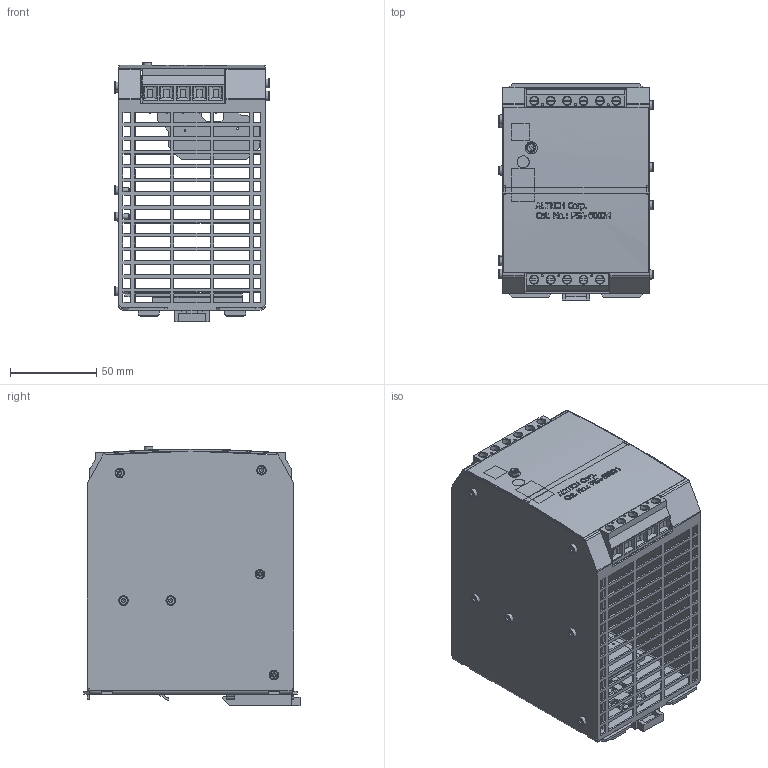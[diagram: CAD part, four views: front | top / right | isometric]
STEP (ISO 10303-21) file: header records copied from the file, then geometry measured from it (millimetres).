
FILE_DESCRIPTION((''),'2;1');
FILE_NAME('ALTECH-PSA-60024.stp','2012-06-14T12:53:10',('CAD Station'),(''),'Autodesk Inventor 2013','Autodesk Inventor 2013','');
FILE_SCHEMA(('CONFIG_CONTROL_DESIGN'));
Length unit declared in the file: inch
Products named in the file (1): ALTECH-PSA-60024
Bounding box: 89.8 x 125.25 x 150.47 mm (x, y, z)
Volume: 173752.7 mm3; surface area: 209737.4 mm2
Topology: 3 solids, 26 shells, 3250 faces, 9094 edges, 5970 vertices
Faces by surface type: plane 2389, cylinder 549, bspline 150, cone 87, torus 71, sphere 4
Full cylindrical faces by diameter (mm): 1 x80, 1.2 x6, 1.3 x11, 1.52 x5, 2 x5, 2.15 x2, 2.3 x8, 2.675 x6, 2.8 x5, 3 x11, 3.1 x4, 3.3 x6, 3.5 x2, 4.7 x2, 5 x13, 5.15 x11, 6.7 x2, 9 x1
Entity records: 111463 total; most frequent: CARTESIAN_POINT 25671, ORIENTED_EDGE 17276, DIRECTION 15593, EDGE_CURVE 8638, VECTOR 6679, LINE 6679, VERTEX_POINT 5834, AXIS2_PLACEMENT_3D 4457
